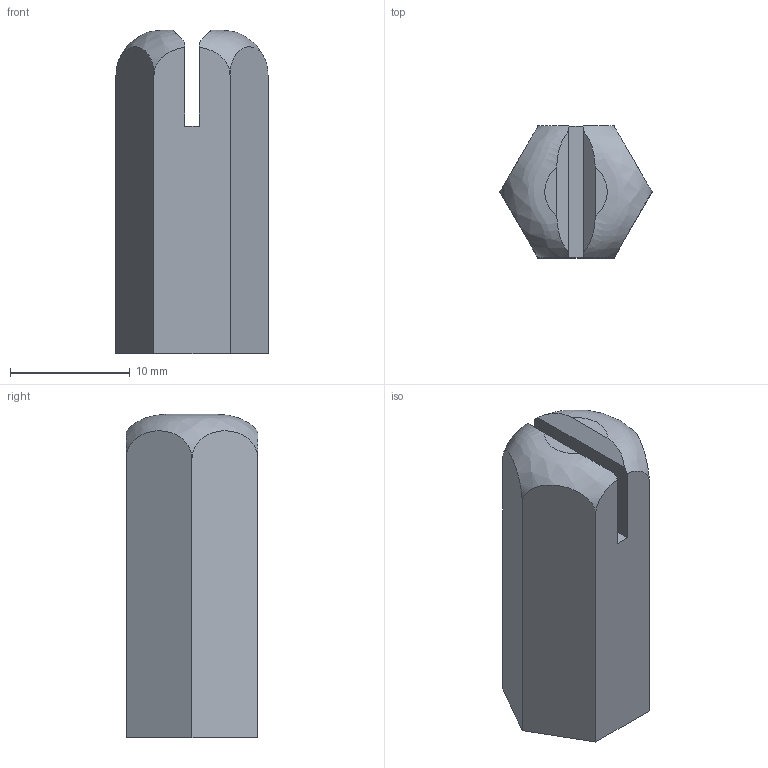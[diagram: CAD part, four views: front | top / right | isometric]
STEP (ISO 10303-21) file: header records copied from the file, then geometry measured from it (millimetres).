
FILE_DESCRIPTION(/* description */ (''),/* implementation_level */ '2;1');
FILE_NAME(/* name */ 'Embroidery Floss Winding Tool for Cordless Screwdriver.step',/* time_stamp */ '2026-01-01T11:24:47-06:00',/* author */ (''),/* organization */ (''),/* preprocessor_version */ 'ST-DEVELOPER v20.1',/* originating_system */ 'Autodesk Translation Framework v14.21.0.0',/* authorisation */ '');
FILE_SCHEMA (('AUTOMOTIVE_DESIGN { 1 0 10303 214 3 1 1 }','FEATURE_BASED_PROCESS_PLANNING'));
Length unit declared in the file: millimetre
Products named in the file (1): (Unsaved)
Bounding box: 12.7 x 11 x 27 mm (x, y, z)
Volume: 2159.8 mm3; surface area: 1634.6 mm2
Topology: 1 solids, 1 shells, 23 faces, 60 edges, 40 vertices
Faces by surface type: plane 21, bspline 2
Entity records: 909 total; most frequent: CARTESIAN_POINT 344, ORIENTED_EDGE 120, DIRECTION 90, EDGE_CURVE 60, LINE 42, VECTOR 42, VERTEX_POINT 40, EDGE_LOOP 24
